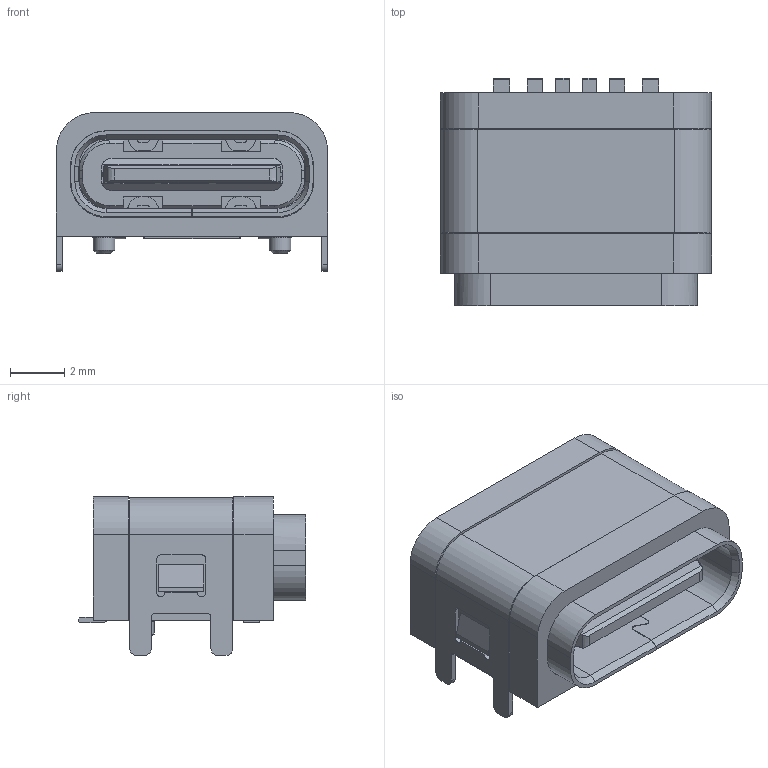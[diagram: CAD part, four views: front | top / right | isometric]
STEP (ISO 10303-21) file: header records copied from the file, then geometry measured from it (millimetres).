
FILE_DESCRIPTION(/* description */ (''),/* implementation_level */ '2;1');
FILE_NAME(/* name */ '3D.stp',/* time_stamp */ '2025-07-23T11:22:43+08:00',/* author */ (''),/* organization */ (''),/* preprocessor_version */ 'ST-DEVELOPER v16',/* originating_system */ 'SIEMENS PLM Software NX 10.0',/* authorisation */ '');
FILE_SCHEMA (('AUTOMOTIVE_DESIGN { 1 0 10303 214 3 1 1 1 }'));
Length unit declared in the file: millimetre
Products named in the file (1): xue02D8300Dtugi
Bounding box: 10 x 8.4 x 5.86 mm (x, y, z)
Volume: 235.8 mm3; surface area: 818.9 mm2
Topology: 1 solids, 2 shells, 961 faces, 2676 edges, 1746 vertices
Faces by surface type: plane 712, cylinder 217, cone 16, extrusion 6, sphere 4, torus 4, bspline 2
Full cylindrical faces by diameter (mm): 0.8 x2
Entity records: 31291 total; most frequent: CARTESIAN_POINT 6170, ORIENTED_EDGE 5336, DIRECTION 4869, EDGE_CURVE 2668, VECTOR 2083, LINE 2077, VERTEX_POINT 1744, AXIS2_PLACEMENT_3D 1393
